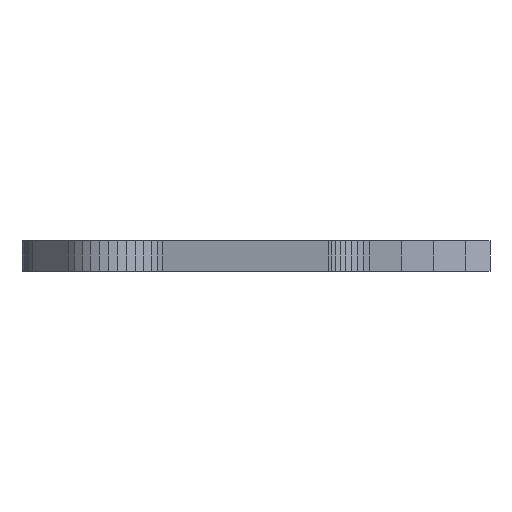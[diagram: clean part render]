
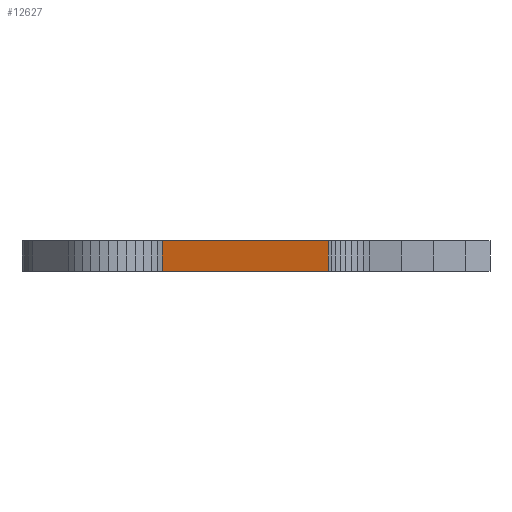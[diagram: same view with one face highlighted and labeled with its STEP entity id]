
A CAD part, left-side view. The second image highlights one B-rep face of the part: STEP entity #12627.
In plain terms, the highlighted planar face has unit normal (-0.453, -0.892, 0).
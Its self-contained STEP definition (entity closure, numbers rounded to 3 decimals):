
#72 = PLANE('',#73);
#73 = AXIS2_PLACEMENT_3D('',#74,#75,#76);
#74 = CARTESIAN_POINT('',(-0.071,4.832,
    -0.025));
#75 = DIRECTION('',(0.,0.,-1.));
#76 = DIRECTION('',(0.,-1.,0.));
#126 = PLANE('',#127);
#127 = AXIS2_PLACEMENT_3D('',#128,#129,#130);
#128 = CARTESIAN_POINT('',(-0.071,4.832,
    0.813));
#129 = DIRECTION('',(0.,0.,1.));
#130 = DIRECTION('',(0.,1.,0.));
#2399 = VERTEX_POINT('',#2400);
#2400 = CARTESIAN_POINT('',(-6.389,2.401,
    -0.025));
#2414 = PLANE('',#2415);
#2415 = AXIS2_PLACEMENT_3D('',#2416,#2417,#2418);
#2416 = CARTESIAN_POINT('',(-6.318,2.357,
    0.394));
#2417 = DIRECTION('',(-0.524,-0.851,
    0.));
#2418 = DIRECTION('',(-0.851,0.524,0.));
#2426 = EDGE_CURVE('',#2427,#2399,#2429,.T.);
#2427 = VERTEX_POINT('',#2428);
#2428 = CARTESIAN_POINT('',(-15.279,6.916,
    -0.025));
#2429 = SURFACE_CURVE('',#2430,(#2434,#2441),.PCURVE_S1.);
#2430 = LINE('',#2431,#2432);
#2431 = CARTESIAN_POINT('',(-15.279,6.916,
    -0.025));
#2432 = VECTOR('',#2433,1.);
#2433 = DIRECTION('',(0.892,-0.453,0.));
#2434 = PCURVE('',#72,#2435);
#2435 = DEFINITIONAL_REPRESENTATION('',(#2436),#2440);
#2436 = LINE('',#2437,#2438);
#2437 = CARTESIAN_POINT('',(-2.084,15.208));
#2438 = VECTOR('',#2439,1.);
#2439 = DIRECTION('',(0.453,-0.892));
#2440 = ( GEOMETRIC_REPRESENTATION_CONTEXT(2) 
PARAMETRIC_REPRESENTATION_CONTEXT() REPRESENTATION_CONTEXT('2D SPACE',''
  ) );
#2441 = PCURVE('',#2442,#2447);
#2442 = PLANE('',#2443);
#2443 = AXIS2_PLACEMENT_3D('',#2444,#2445,#2446);
#2444 = CARTESIAN_POINT('',(-10.834,4.659,0.394)
  );
#2445 = DIRECTION('',(-0.453,-0.892,0.
    ));
#2446 = DIRECTION('',(-0.892,0.453,0.));
#2447 = DEFINITIONAL_REPRESENTATION('',(#2448),#2452);
#2448 = LINE('',#2449,#2450);
#2449 = CARTESIAN_POINT('',(4.986,0.419));
#2450 = VECTOR('',#2451,1.);
#2451 = DIRECTION('',(-1.,0.));
#2452 = ( GEOMETRIC_REPRESENTATION_CONTEXT(2) 
PARAMETRIC_REPRESENTATION_CONTEXT() REPRESENTATION_CONTEXT('2D SPACE',''
  ) );
#2470 = PLANE('',#2471);
#2471 = AXIS2_PLACEMENT_3D('',#2472,#2473,#2474);
#2472 = CARTESIAN_POINT('',(-15.388,6.983,
    0.394));
#2473 = DIRECTION('',(-0.527,-0.85,-0.));
#2474 = DIRECTION('',(-0.85,0.527,0.));
#6255 = VERTEX_POINT('',#6256);
#6256 = CARTESIAN_POINT('',(-15.279,6.916,
    0.813));
#6277 = EDGE_CURVE('',#6278,#6255,#6280,.T.);
#6278 = VERTEX_POINT('',#6279);
#6279 = CARTESIAN_POINT('',(-6.389,2.401,
    0.813));
#6280 = SURFACE_CURVE('',#6281,(#6285,#6292),.PCURVE_S1.);
#6281 = LINE('',#6282,#6283);
#6282 = CARTESIAN_POINT('',(-6.389,2.401,
    0.813));
#6283 = VECTOR('',#6284,1.);
#6284 = DIRECTION('',(-0.892,0.453,0.));
#6285 = PCURVE('',#126,#6286);
#6286 = DEFINITIONAL_REPRESENTATION('',(#6287),#6291);
#6287 = LINE('',#6288,#6289);
#6288 = CARTESIAN_POINT('',(-2.431,6.318));
#6289 = VECTOR('',#6290,1.);
#6290 = DIRECTION('',(0.453,0.892));
#6291 = ( GEOMETRIC_REPRESENTATION_CONTEXT(2) 
PARAMETRIC_REPRESENTATION_CONTEXT() REPRESENTATION_CONTEXT('2D SPACE',''
  ) );
#6292 = PCURVE('',#2442,#6293);
#6293 = DEFINITIONAL_REPRESENTATION('',(#6294),#6298);
#6294 = LINE('',#6295,#6296);
#6295 = CARTESIAN_POINT('',(-4.986,-0.419));
#6296 = VECTOR('',#6297,1.);
#6297 = DIRECTION('',(1.,0.));
#6298 = ( GEOMETRIC_REPRESENTATION_CONTEXT(2) 
PARAMETRIC_REPRESENTATION_CONTEXT() REPRESENTATION_CONTEXT('2D SPACE',''
  ) );
#12314 = EDGE_CURVE('',#2399,#6278,#12315,.T.);
#12315 = SURFACE_CURVE('',#12316,(#12320,#12327),.PCURVE_S1.);
#12316 = LINE('',#12317,#12318);
#12317 = CARTESIAN_POINT('',(-6.389,2.401,
    -0.025));
#12318 = VECTOR('',#12319,1.);
#12319 = DIRECTION('',(0.,0.,1.));
#12320 = PCURVE('',#2414,#12321);
#12321 = DEFINITIONAL_REPRESENTATION('',(#12322),#12326);
#12322 = LINE('',#12323,#12324);
#12323 = CARTESIAN_POINT('',(0.083,0.419));
#12324 = VECTOR('',#12325,1.);
#12325 = DIRECTION('',(0.,-1.));
#12326 = ( GEOMETRIC_REPRESENTATION_CONTEXT(2) 
PARAMETRIC_REPRESENTATION_CONTEXT() REPRESENTATION_CONTEXT('2D SPACE',''
  ) );
#12327 = PCURVE('',#2442,#12328);
#12328 = DEFINITIONAL_REPRESENTATION('',(#12329),#12333);
#12329 = LINE('',#12330,#12331);
#12330 = CARTESIAN_POINT('',(-4.986,0.419));
#12331 = VECTOR('',#12332,1.);
#12332 = DIRECTION('',(0.,-1.));
#12333 = ( GEOMETRIC_REPRESENTATION_CONTEXT(2) 
PARAMETRIC_REPRESENTATION_CONTEXT() REPRESENTATION_CONTEXT('2D SPACE',''
  ) );
#12627 = ADVANCED_FACE('',(#12628),#2442,.T.);
#12628 = FACE_BOUND('',#12629,.T.);
#12629 = EDGE_LOOP('',(#12630,#12631,#12652,#12653));
#12630 = ORIENTED_EDGE('',*,*,#6277,.T.);
#12631 = ORIENTED_EDGE('',*,*,#12632,.T.);
#12632 = EDGE_CURVE('',#6255,#2427,#12633,.T.);
#12633 = SURFACE_CURVE('',#12634,(#12638,#12645),.PCURVE_S1.);
#12634 = LINE('',#12635,#12636);
#12635 = CARTESIAN_POINT('',(-15.279,6.916,
    0.813));
#12636 = VECTOR('',#12637,1.);
#12637 = DIRECTION('',(0.,0.,-1.));
#12638 = PCURVE('',#2442,#12639);
#12639 = DEFINITIONAL_REPRESENTATION('',(#12640),#12644);
#12640 = LINE('',#12641,#12642);
#12641 = CARTESIAN_POINT('',(4.986,-0.419));
#12642 = VECTOR('',#12643,1.);
#12643 = DIRECTION('',(0.,1.));
#12644 = ( GEOMETRIC_REPRESENTATION_CONTEXT(2) 
PARAMETRIC_REPRESENTATION_CONTEXT() REPRESENTATION_CONTEXT('2D SPACE',''
  ) );
#12645 = PCURVE('',#2470,#12646);
#12646 = DEFINITIONAL_REPRESENTATION('',(#12647),#12651);
#12647 = LINE('',#12648,#12649);
#12648 = CARTESIAN_POINT('',(-0.127,-0.419));
#12649 = VECTOR('',#12650,1.);
#12650 = DIRECTION('',(0.,1.));
#12651 = ( GEOMETRIC_REPRESENTATION_CONTEXT(2) 
PARAMETRIC_REPRESENTATION_CONTEXT() REPRESENTATION_CONTEXT('2D SPACE',''
  ) );
#12652 = ORIENTED_EDGE('',*,*,#2426,.T.);
#12653 = ORIENTED_EDGE('',*,*,#12314,.T.);
